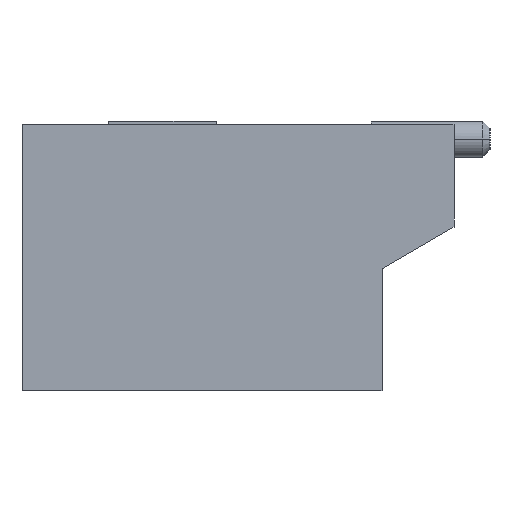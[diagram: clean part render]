
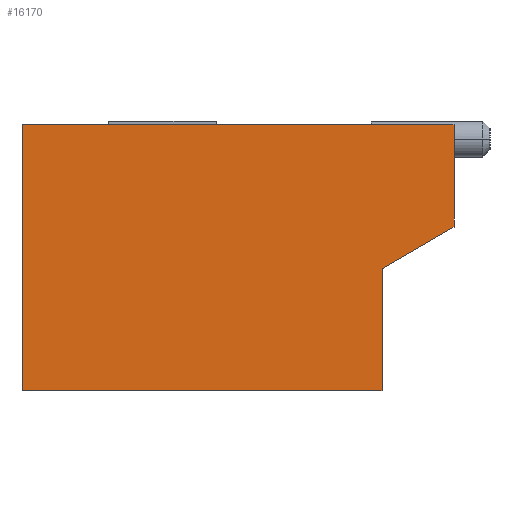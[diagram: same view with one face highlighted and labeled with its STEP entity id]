
A CAD part, left-side view. The second image highlights one B-rep face of the part: STEP entity #16170.
In plain terms, the highlighted planar face has unit normal (-1, 0, 0).
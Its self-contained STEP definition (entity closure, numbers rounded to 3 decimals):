
#9230=CARTESIAN_POINT('',(-13.5,-5.,-0.));
#9240=VERTEX_POINT('',#9230);
#9270=CARTESIAN_POINT('',(-13.5,-5.,1.7));
#9280=DIRECTION('',(0.,0.,-1.));
#9290=VECTOR('',#9280,1.7);
#9300=LINE('',#9270,#9290);
#9310=CARTESIAN_POINT('',(-13.5,-5.,1.7));
#9320=VERTEX_POINT('',#9310);
#9330=EDGE_CURVE('',#9320,#9240,#9300,.T.);
#14510=CARTESIAN_POINT('',(-13.5,0.,3.7));
#14520=VERTEX_POINT('',#14510);
#14550=CARTESIAN_POINT('',(-13.5,0.,3.7));
#14560=DIRECTION('',(0.,0.,-1.));
#14570=VECTOR('',#14560,3.7);
#14580=LINE('',#14550,#14570);
#14590=CARTESIAN_POINT('',(-13.5,0.,-0.));
#14600=VERTEX_POINT('',#14590);
#14610=EDGE_CURVE('',#14520,#14600,#14580,.T.);
#15410=CARTESIAN_POINT('',(-13.5,-6.,2.277));
#15420=DIRECTION('',(0.,0.866,-0.5));
#15430=VECTOR('',#15420,1.155);
#15440=LINE('',#15410,#15430);
#15450=CARTESIAN_POINT('',(-13.5,-6.,2.277));
#15460=VERTEX_POINT('',#15450);
#15470=EDGE_CURVE('',#15460,#9320,#15440,.T.);
#15870=CARTESIAN_POINT('',(-13.5,-3.323,0.));
#15880=DIRECTION('',(-1.,-0.,0.));
#15890=DIRECTION('',(0.,-1.,0.));
#15900=AXIS2_PLACEMENT_3D('',#15870,#15880,#15890);
#15910=PLANE('',#15900);
#15920=CARTESIAN_POINT('',(-13.5,-1.1,3.7));
#15930=DIRECTION('',(0.,1.,0.));
#15940=VECTOR('',#15930,1.);
#15950=LINE('',#15920,#15940);
#15960=CARTESIAN_POINT('',(-13.5,-6.,3.7));
#15970=VERTEX_POINT('',#15960);
#15980=EDGE_CURVE('',#15970,#14520,#15950,.T.);
#15990=ORIENTED_EDGE('',*,*,#15980,.T.);
#16000=CARTESIAN_POINT('',(-13.5,-6.,2.277));
#16010=DIRECTION('',(0.,0.,1.));
#16020=VECTOR('',#16010,1.423);
#16030=LINE('',#16000,#16020);
#16040=EDGE_CURVE('',#15460,#15970,#16030,.T.);
#16050=ORIENTED_EDGE('',*,*,#16040,.T.);
#16060=ORIENTED_EDGE('',*,*,#15470,.F.);
#16070=ORIENTED_EDGE('',*,*,#9330,.F.);
#16080=CARTESIAN_POINT('',(-13.5,0.,0.));
#16090=DIRECTION('',(0.,-1.,0.));
#16100=VECTOR('',#16090,0.927);
#16110=LINE('',#16080,#16100);
#16120=EDGE_CURVE('',#14600,#9240,#16110,.T.);
#16130=ORIENTED_EDGE('',*,*,#16120,.T.);
#16140=ORIENTED_EDGE('',*,*,#14610,.T.);
#16150=EDGE_LOOP('',(#16140,#16130,#16070,#16060,#16050,#15990));
#16160=FACE_OUTER_BOUND('',#16150,.T.);
#16170=ADVANCED_FACE('',(#16160),#15910,.T.);
